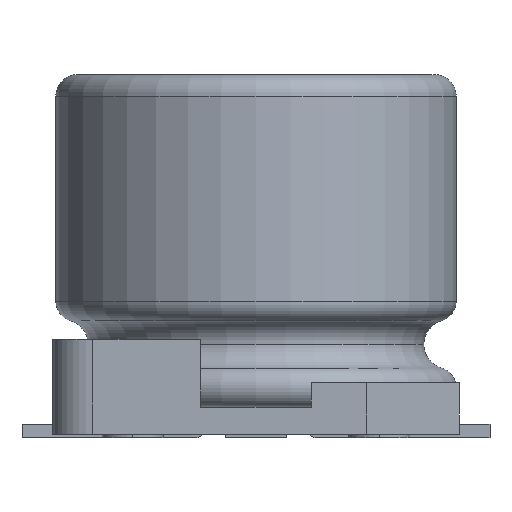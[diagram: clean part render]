
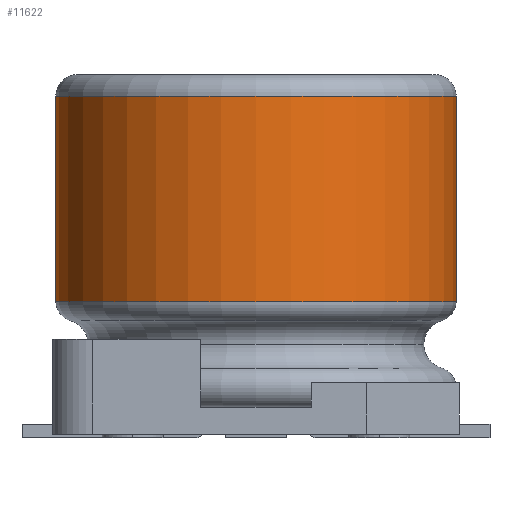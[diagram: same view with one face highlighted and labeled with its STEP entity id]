
A CAD part, front view. The second image highlights one B-rep face of the part: STEP entity #11622.
In plain terms, the highlighted cylindrical face has radius 3.25 mm (diameter 6.5 mm), a partial arc.
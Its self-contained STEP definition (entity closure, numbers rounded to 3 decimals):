
#17 = ORIENTED_EDGE ( 'NONE', *, *, #14270, .T. ) ;
#657 = DIRECTION ( 'NONE',  ( 0., 0., 1. ) ) ;
#937 = VECTOR ( 'NONE', #12429, 1000. ) ;
#1163 = EDGE_CURVE ( 'NONE', #13904, #5021, #1914, .T. ) ;
#1386 = EDGE_CURVE ( 'NONE', #13904, #14388, #2075, .T. ) ;
#1744 = EDGE_LOOP ( 'NONE', ( #2279, #9262, #7229, #17 ) ) ;
#1914 = CIRCLE ( 'NONE', #2152, 3.25 ) ;
#2075 = LINE ( 'NONE', #9886, #7108 ) ;
#2152 = AXIS2_PLACEMENT_3D ( 'NONE', #11995, #14334, #657 ) ;
#2279 = ORIENTED_EDGE ( 'NONE', *, *, #1386, .F. ) ;
#2449 = AXIS2_PLACEMENT_3D ( 'NONE', #13347, #7450, #12083 ) ;
#2649 = CARTESIAN_POINT ( 'NONE',  ( 0.35, 0., -3.25 ) ) ;
#3111 = DIRECTION ( 'NONE',  ( -1., 0., 0. ) ) ;
#3937 = CARTESIAN_POINT ( 'NONE',  ( 0.35, 0., 3.25 ) ) ;
#4196 = CARTESIAN_POINT ( 'NONE',  ( 3.684, 0., -3.25 ) ) ;
#4533 = CARTESIAN_POINT ( 'NONE',  ( 3.684, 0., 3.25 ) ) ;
#5021 = VERTEX_POINT ( 'NONE', #4533 ) ;
#6639 = EDGE_CURVE ( 'NONE', #5021, #14871, #6693, .T. ) ;
#6693 = LINE ( 'NONE', #14784, #937 ) ;
#7108 = VECTOR ( 'NONE', #3111, 1000. ) ;
#7229 = ORIENTED_EDGE ( 'NONE', *, *, #6639, .T. ) ;
#7289 = FACE_OUTER_BOUND ( 'NONE', #1744, .T. ) ;
#7450 = DIRECTION ( 'NONE',  ( -1., 0., 0. ) ) ;
#7528 = DIRECTION ( 'NONE',  ( 1., 0., 0. ) ) ;
#9262 = ORIENTED_EDGE ( 'NONE', *, *, #1163, .T. ) ;
#9886 = CARTESIAN_POINT ( 'NONE',  ( 0., 0., -3.25 ) ) ;
#11622 = ADVANCED_FACE ( 'NONE', ( #7289 ), #13771, .T. ) ;
#11995 = CARTESIAN_POINT ( 'NONE',  ( 3.684, 0., 0. ) ) ;
#12083 = DIRECTION ( 'NONE',  ( 0., 0., 1. ) ) ;
#12166 = DIRECTION ( 'NONE',  ( 0., 0., -1. ) ) ;
#12429 = DIRECTION ( 'NONE',  ( -1., 0., 0. ) ) ;
#13060 = AXIS2_PLACEMENT_3D ( 'NONE', #13380, #7528, #12166 ) ;
#13347 = CARTESIAN_POINT ( 'NONE',  ( 0., 0., 0. ) ) ;
#13380 = CARTESIAN_POINT ( 'NONE',  ( 0.35, 0., 0. ) ) ;
#13649 = CIRCLE ( 'NONE', #13060, 3.25 ) ;
#13771 = CYLINDRICAL_SURFACE ( 'NONE', #2449, 3.25 ) ;
#13904 = VERTEX_POINT ( 'NONE', #4196 ) ;
#14270 = EDGE_CURVE ( 'NONE', #14871, #14388, #13649, .T. ) ;
#14334 = DIRECTION ( 'NONE',  ( -1., 0., 0. ) ) ;
#14388 = VERTEX_POINT ( 'NONE', #2649 ) ;
#14784 = CARTESIAN_POINT ( 'NONE',  ( 0., 0., 3.25 ) ) ;
#14871 = VERTEX_POINT ( 'NONE', #3937 ) ;
